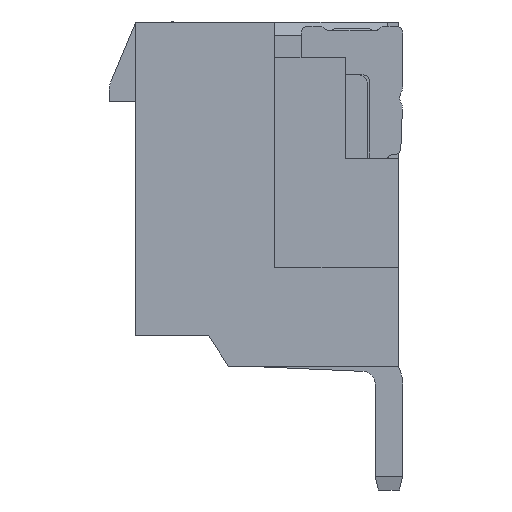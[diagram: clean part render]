
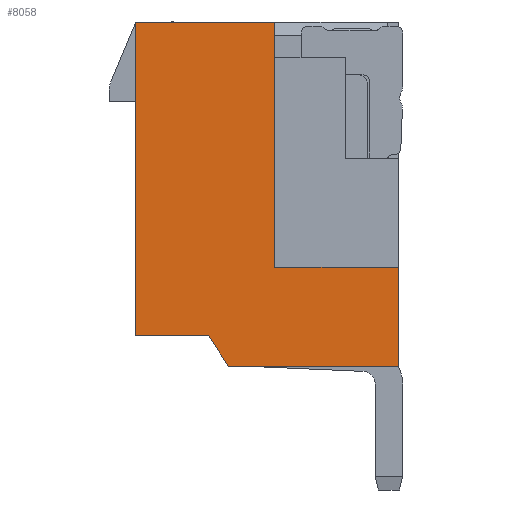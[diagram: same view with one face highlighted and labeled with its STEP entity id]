
A CAD part, left-side view. The second image highlights one B-rep face of the part: STEP entity #8058.
In plain terms, the highlighted planar face has unit normal (-1, 0, 0).
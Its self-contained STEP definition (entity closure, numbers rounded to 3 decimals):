
#1=DIRECTION('',(0.,0.541,0.841));
#2=VECTOR('',#1,0.832);
#3=CARTESIAN_POINT('',(1.25,-2.1,-7.8));
#4=LINE('',#3,#2);
#5=DIRECTION('',(0.,1.,0.));
#6=VECTOR('',#5,3.15);
#7=CARTESIAN_POINT('',(1.25,-3.15,0.));
#8=LINE('',#7,#6);
#85=DIRECTION('',(0.,0.,-1.));
#86=VECTOR('',#85,7.1);
#87=CARTESIAN_POINT('',(1.25,0.,0.));
#88=LINE('',#87,#86);
#327=DIRECTION('',(0.,-1.,0.));
#328=VECTOR('',#327,1.65);
#329=CARTESIAN_POINT('',(1.25,0.,-7.1));
#330=LINE('',#329,#328);
#607=DIRECTION('',(0.,-1.,0.));
#608=VECTOR('',#607,3.85);
#609=CARTESIAN_POINT('',(1.25,-2.1,-7.8));
#610=LINE('',#609,#608);
#619=DIRECTION('',(0.,0.,1.));
#620=VECTOR('',#619,2.25);
#621=CARTESIAN_POINT('',(1.25,-5.95,-7.8));
#622=LINE('',#621,#620);
#856=DIRECTION('',(0.,1.,0.));
#857=VECTOR('',#856,2.8);
#858=CARTESIAN_POINT('',(1.25,-5.95,-5.55));
#859=LINE('',#858,#857);
#868=DIRECTION('',(0.,0.,1.));
#869=VECTOR('',#868,5.55);
#870=CARTESIAN_POINT('',(1.25,-3.15,-5.55));
#871=LINE('',#870,#869);
#6139=CARTESIAN_POINT('',(1.25,-3.15,0.));
#6140=CARTESIAN_POINT('',(1.25,0.,0.));
#6141=VERTEX_POINT('',#6139);
#6142=VERTEX_POINT('',#6140);
#6143=CARTESIAN_POINT('',(1.25,-5.95,-5.55));
#6144=CARTESIAN_POINT('',(1.25,-3.15,-5.55));
#6145=VERTEX_POINT('',#6143);
#6146=VERTEX_POINT('',#6144);
#6147=CARTESIAN_POINT('',(1.25,-5.95,-7.8));
#6148=VERTEX_POINT('',#6147);
#6149=CARTESIAN_POINT('',(1.25,-2.1,-7.8));
#6150=VERTEX_POINT('',#6149);
#6151=CARTESIAN_POINT('',(1.25,-1.65,-7.1));
#6152=VERTEX_POINT('',#6151);
#6153=CARTESIAN_POINT('',(1.25,0.,-7.1));
#6154=VERTEX_POINT('',#6153);
#8035=CARTESIAN_POINT('',(1.25,-2.975,-3.9));
#8036=DIRECTION('',(1.,0.,0.));
#8037=DIRECTION('',(0.,-1.,0.));
#8038=AXIS2_PLACEMENT_3D('',#8035,#8036,#8037);
#8039=PLANE('',#8038);
#8041=ORIENTED_EDGE('',*,*,#8040,.F.);
#8043=ORIENTED_EDGE('',*,*,#8042,.F.);
#8045=ORIENTED_EDGE('',*,*,#8044,.F.);
#8047=ORIENTED_EDGE('',*,*,#8046,.F.);
#8049=ORIENTED_EDGE('',*,*,#8048,.F.);
#8051=ORIENTED_EDGE('',*,*,#8050,.T.);
#8053=ORIENTED_EDGE('',*,*,#8052,.F.);
#8055=ORIENTED_EDGE('',*,*,#8054,.F.);
#8056=EDGE_LOOP('',(#8041,#8043,#8045,#8047,#8049,#8051,#8053,#8055));
#8057=FACE_OUTER_BOUND('',#8056,.F.);
#8040=EDGE_CURVE('',#6141,#6142,#8,.T.);
#8042=EDGE_CURVE('',#6146,#6141,#871,.T.);
#8044=EDGE_CURVE('',#6145,#6146,#859,.T.);
#8046=EDGE_CURVE('',#6148,#6145,#622,.T.);
#8048=EDGE_CURVE('',#6150,#6148,#610,.T.);
#8050=EDGE_CURVE('',#6150,#6152,#4,.T.);
#8052=EDGE_CURVE('',#6154,#6152,#330,.T.);
#8054=EDGE_CURVE('',#6142,#6154,#88,.T.);
#8058=ADVANCED_FACE('',(#8057),#8039,.F.);
